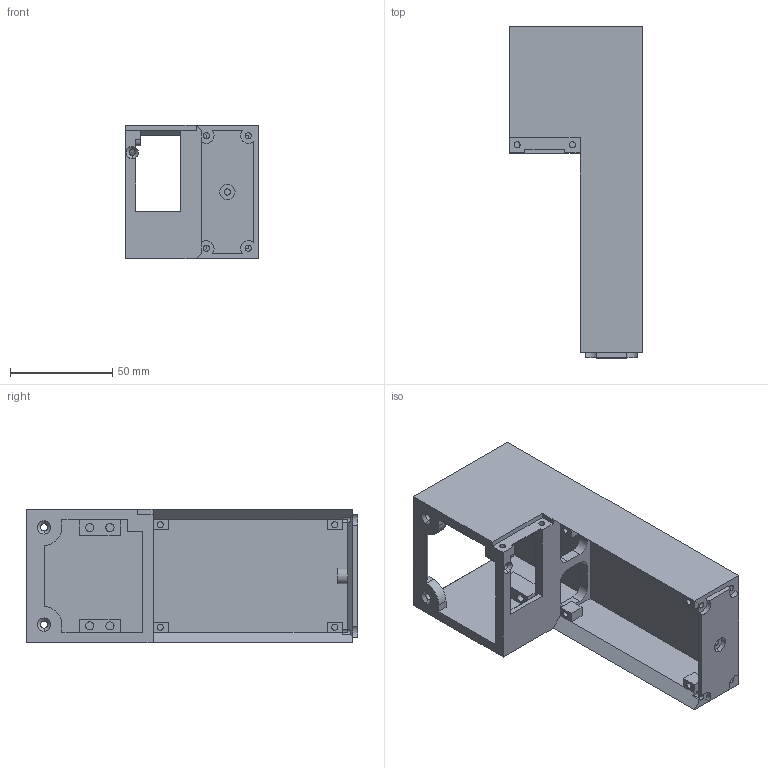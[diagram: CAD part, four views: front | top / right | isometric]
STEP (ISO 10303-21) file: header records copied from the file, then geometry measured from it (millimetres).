
FILE_DESCRIPTION (( 'STEP AP203' ), '1' );
FILE_NAME ('Component234.STEP', '2024-07-11T18:30:10', ( '微软用户' ), ( '微软中国' ), 'SwSTEP 2.0', 'SolidWorks 2023', '' );
FILE_SCHEMA (( 'CONFIG_CONTROL_DESIGN' ));
Length unit declared in the file: millimetre
Products named in the file (1): Component234
Bounding box: 65 x 161.96 x 65 mm (x, y, z)
Surface area: 59043.1 mm2 (no closed solid volume)
Topology: 0 solids, 1 shells, 174 faces, 498 edges, 317 vertices
Faces by surface type: plane 97, cylinder 65, cone 10, bspline 2
Entity records: 5857 total; most frequent: CARTESIAN_POINT 1065, ORIENTED_EDGE 990, DIRECTION 980, EDGE_CURVE 497, LINE 340, VECTOR 340, AXIS2_PLACEMENT_3D 320, VERTEX_POINT 317
